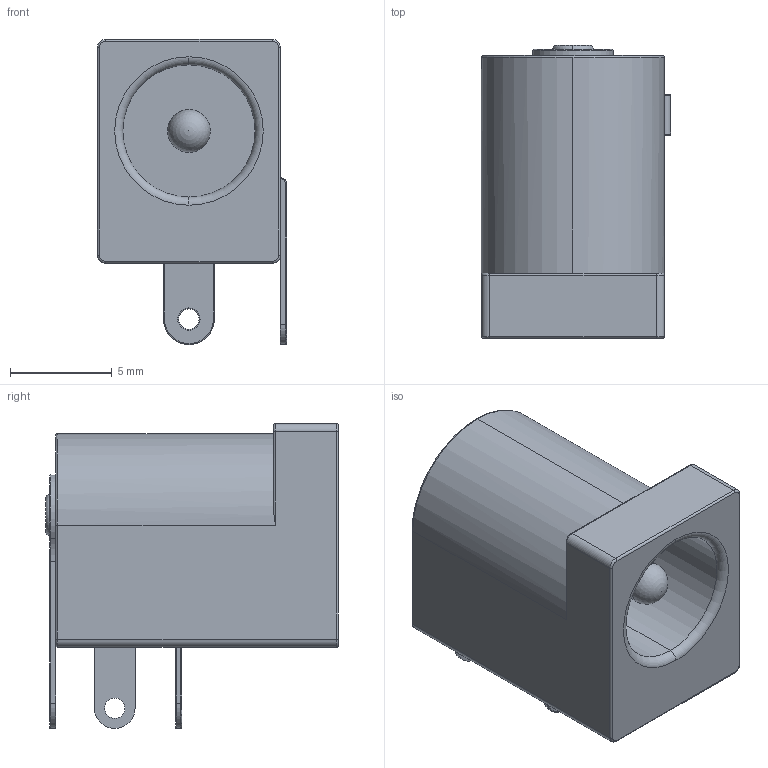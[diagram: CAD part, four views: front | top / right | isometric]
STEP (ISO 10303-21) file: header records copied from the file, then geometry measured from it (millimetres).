
FILE_DESCRIPTION (( 'STEP AP214' ), '1' );
FILE_NAME ('DC-IN-TH_L14.4-W9.0-H11.0.step', '2022-06-21T13:50:56', ( '' ), ( '' ), 'SwSTEP 2.0', 'SolidWorks 2020', '' );
FILE_SCHEMA (( 'AUTOMOTIVE_DESIGN' ));
Length unit declared in the file: millimetre
Products named in the file (1): DC-IN-TH_L14.4-W9.0-H11.0
Bounding box: 9.3 x 14.4 x 15 mm (x, y, z)
Volume: 962.7 mm3; surface area: 1005.2 mm2
Topology: 1 solids, 1 shells, 382 faces, 1002 edges, 651 vertices
Faces by surface type: plane 192, bspline 112, cylinder 44, torus 33, sphere 1
Entity records: 16492 total; most frequent: CARTESIAN_POINT 4145, ORIENTED_EDGE 1998, DIRECTION 1449, EDGE_CURVE 999, VERTEX_POINT 649, VECTOR 631, LINE 631, EDGE_LOOP 418
